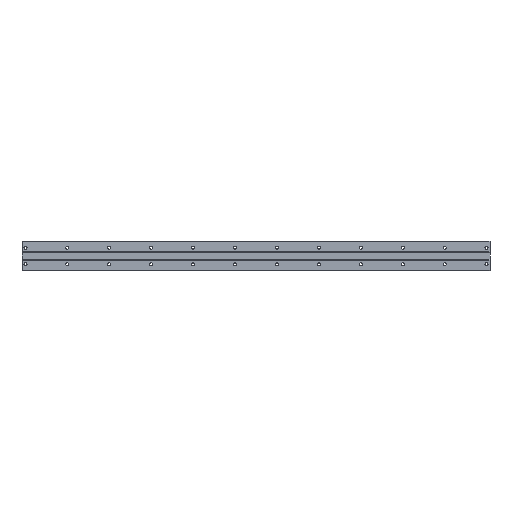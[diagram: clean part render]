
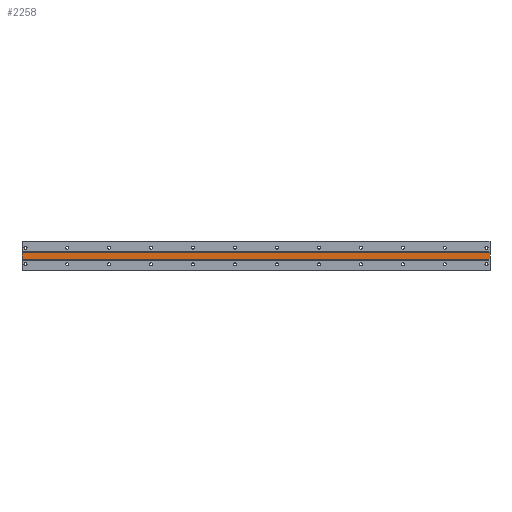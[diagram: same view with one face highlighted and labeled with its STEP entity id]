
A CAD part, front view. The second image highlights one B-rep face of the part: STEP entity #2258.
In plain terms, the highlighted planar face has unit normal (0, -1, 0).
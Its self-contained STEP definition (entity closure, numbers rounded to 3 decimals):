
#45 = CARTESIAN_POINT ( 'NONE',  ( 665., 1., 5. ) ) ;
#223 = CARTESIAN_POINT ( 'NONE',  ( 665., 1., -5. ) ) ;
#296 = CARTESIAN_POINT ( 'NONE',  ( -5., 1., 20.827 ) ) ;
#597 = CARTESIAN_POINT ( 'NONE',  ( -5., 1., -5. ) ) ;
#825 = CARTESIAN_POINT ( 'NONE',  ( 665., 1., -5. ) ) ;
#869 = FACE_OUTER_BOUND ( 'NONE', #2408, .T. ) ;
#957 = EDGE_CURVE ( 'NONE', #2824, #1734, #2892, .T. ) ;
#977 = VERTEX_POINT ( 'NONE', #597 ) ;
#1152 = LINE ( 'NONE', #296, #2669 ) ;
#1349 = LINE ( 'NONE', #2590, #1819 ) ;
#1377 = DIRECTION ( 'NONE',  ( 1., 0., 0. ) ) ;
#1570 = VECTOR ( 'NONE', #1738, 1000. ) ;
#1734 = VERTEX_POINT ( 'NONE', #825 ) ;
#1738 = DIRECTION ( 'NONE',  ( 1., 0., 0. ) ) ;
#1819 = VECTOR ( 'NONE', #1377, 1000. ) ;
#1879 = EDGE_CURVE ( 'NONE', #977, #1734, #3594, .T. ) ;
#1969 = EDGE_CURVE ( 'NONE', #4412, #977, #1152, .T. ) ;
#2213 = ORIENTED_EDGE ( 'NONE', *, *, #957, .F. ) ;
#2258 = ADVANCED_FACE ( 'NONE', ( #869 ), #3870, .F. ) ;
#2348 = VECTOR ( 'NONE', #4721, 1000. ) ;
#2353 = ORIENTED_EDGE ( 'NONE', *, *, #1969, .T. ) ;
#2408 = EDGE_LOOP ( 'NONE', ( #4133, #2213, #3015, #2353 ) ) ;
#2423 = EDGE_CURVE ( 'NONE', #4412, #2824, #1349, .T. ) ;
#2590 = CARTESIAN_POINT ( 'NONE',  ( 665., 1., 5. ) ) ;
#2639 = DIRECTION ( 'NONE',  ( 0., 0., -1. ) ) ;
#2669 = VECTOR ( 'NONE', #2639, 1000. ) ;
#2824 = VERTEX_POINT ( 'NONE', #3291 ) ;
#2892 = LINE ( 'NONE', #3207, #2348 ) ;
#3015 = ORIENTED_EDGE ( 'NONE', *, *, #2423, .F. ) ;
#3207 = CARTESIAN_POINT ( 'NONE',  ( 665., 1., 20.827 ) ) ;
#3291 = CARTESIAN_POINT ( 'NONE',  ( 665., 1., 5. ) ) ;
#3471 = DIRECTION ( 'NONE',  ( 0., 1., 0. ) ) ;
#3594 = LINE ( 'NONE', #223, #1570 ) ;
#3846 = AXIS2_PLACEMENT_3D ( 'NONE', #45, #3471, #3892 ) ;
#3868 = CARTESIAN_POINT ( 'NONE',  ( -5., 1., 5. ) ) ;
#3870 = PLANE ( 'NONE',  #3846 ) ;
#3892 = DIRECTION ( 'NONE',  ( 0., 0., 1. ) ) ;
#4133 = ORIENTED_EDGE ( 'NONE', *, *, #1879, .T. ) ;
#4412 = VERTEX_POINT ( 'NONE', #3868 ) ;
#4721 = DIRECTION ( 'NONE',  ( 0., 0., -1. ) ) ;
